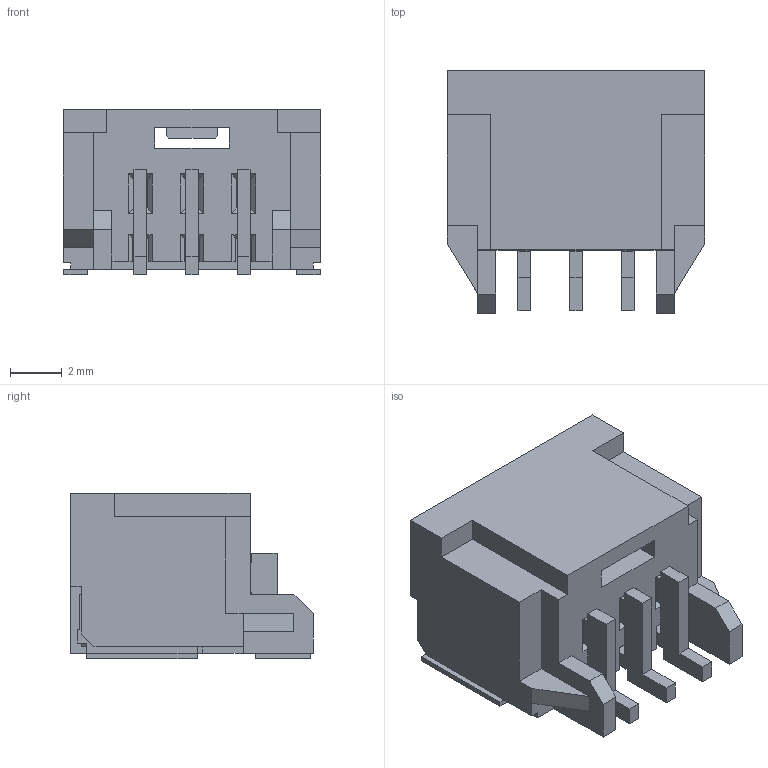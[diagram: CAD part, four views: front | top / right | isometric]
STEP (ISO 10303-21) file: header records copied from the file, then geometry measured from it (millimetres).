
FILE_DESCRIPTION((''),'2;1');
FILE_NAME('5023520300','2016-12-12T',('ksrinivasara'),(''),'PRO/ENGINEER BY PARAMETRIC TECHNOLOGY CORPORATION, 2012310','PRO/ENGINEER BY PARAMETRIC TECHNOLOGY CORPORATION, 2012310','');
FILE_SCHEMA(('CONFIG_CONTROL_DESIGN'));
Length unit declared in the file: millimetre
Products named in the file (1): 5023520300
Bounding box: 10 x 9.4 x 6.4 mm (x, y, z)
Volume: 233.8 mm3; surface area: 702.1 mm2
Topology: 1 solids, 1 shells, 375 faces, 1096 edges, 720 vertices
Faces by surface type: plane 361, cylinder 14
Entity records: 12178 total; most frequent: CARTESIAN_POINT 2172, ORIENTED_EDGE 2152, DIRECTION 1876, EDGE_CURVE 1076, VECTOR 1068, LINE 1068, VERTEX_POINT 700, AXIS2_PLACEMENT_3D 404
